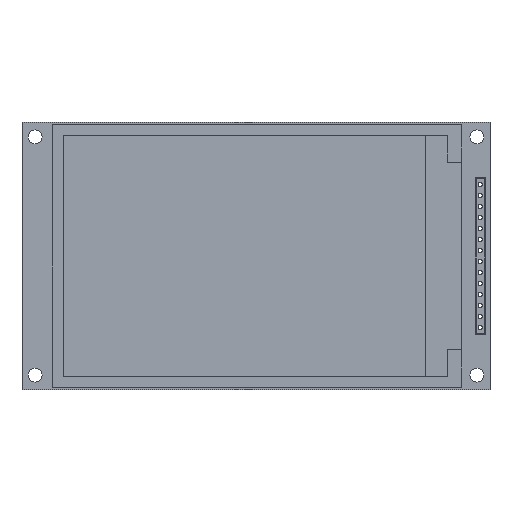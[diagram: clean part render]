
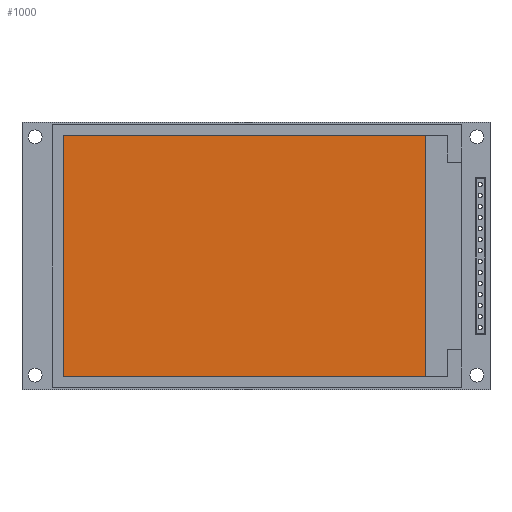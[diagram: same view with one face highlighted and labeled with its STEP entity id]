
A CAD part, top view. The second image highlights one B-rep face of the part: STEP entity #1000.
In plain terms, the highlighted planar face has unit normal (0, 0, 1).
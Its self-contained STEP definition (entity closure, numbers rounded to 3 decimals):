
#140=FACE_OUTER_BOUND('',#189,.T.);
#189=EDGE_LOOP('',(#805,#806,#807,#808));
#252=LINE('',#1404,#348);
#277=LINE('',#1452,#373);
#279=LINE('',#1456,#375);
#281=LINE('',#1459,#377);
#348=VECTOR('',#1132,10.);
#373=VECTOR('',#1169,10.);
#375=VECTOR('',#1173,10.);
#377=VECTOR('',#1177,10.);
#443=VERTEX_POINT('',#1402);
#444=VERTEX_POINT('',#1403);
#461=VERTEX_POINT('',#1451);
#462=VERTEX_POINT('',#1455);
#532=EDGE_CURVE('',#443,#444,#252,.T.);
#557=EDGE_CURVE('',#461,#443,#277,.T.);
#559=EDGE_CURVE('',#444,#462,#279,.T.);
#561=EDGE_CURVE('',#462,#461,#281,.T.);
#805=ORIENTED_EDGE('',*,*,#561,.T.);
#806=ORIENTED_EDGE('',*,*,#557,.T.);
#807=ORIENTED_EDGE('',*,*,#532,.T.);
#808=ORIENTED_EDGE('',*,*,#559,.T.);
#935=PLANE('',#1100);
#1000=ADVANCED_FACE('',(#140),#935,.T.);
#1100=AXIS2_PLACEMENT_3D('',#1578,#1315,#1316);
#1132=DIRECTION('',(0.,1.,0.));
#1169=DIRECTION('',(1.,0.,0.));
#1173=DIRECTION('',(-1.,0.,0.));
#1177=DIRECTION('',(0.,-1.,0.));
#1315=DIRECTION('center_axis',(0.,0.,1.));
#1316=DIRECTION('ref_axis',(1.,0.,0.));
#1402=CARTESIAN_POINT('',(93.04,3.03,5.));
#1403=CARTESIAN_POINT('',(93.04,58.71,5.));
#1404=CARTESIAN_POINT('',(93.04,3.03,5.));
#1451=CARTESIAN_POINT('',(9.52,3.03,5.));
#1452=CARTESIAN_POINT('',(9.52,3.03,5.));
#1455=CARTESIAN_POINT('',(9.52,58.71,5.));
#1456=CARTESIAN_POINT('',(93.04,58.71,5.));
#1459=CARTESIAN_POINT('',(9.52,58.71,5.));
#1578=CARTESIAN_POINT('Origin',(51.28,30.87,5.));
